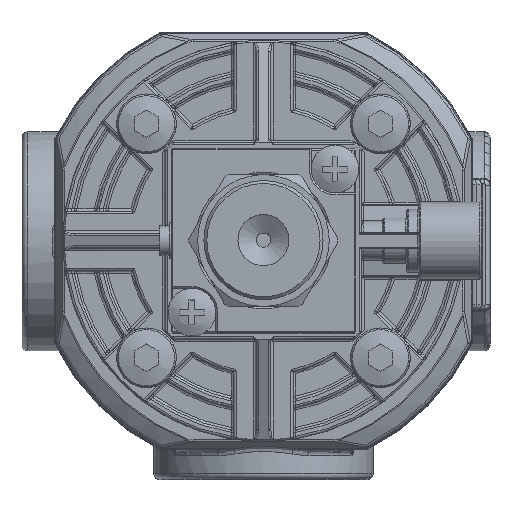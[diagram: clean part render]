
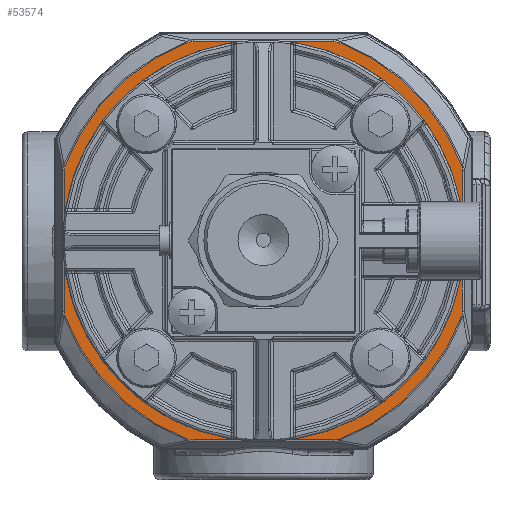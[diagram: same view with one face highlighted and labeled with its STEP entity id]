
A CAD part, top view. The second image highlights one B-rep face of the part: STEP entity #53574.
In plain terms, the highlighted planar face has unit normal (0, 0, 1).
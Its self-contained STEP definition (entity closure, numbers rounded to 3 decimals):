
#2183=LINE('',#88320,#4164);
#2184=LINE('',#88364,#4165);
#2185=LINE('',#88413,#4166);
#2186=LINE('',#88422,#4167);
#2187=LINE('',#88424,#4168);
#2188=LINE('',#88425,#4169);
#2236=LINE('',#89390,#4217);
#4164=VECTOR('',#67543,1000.);
#4165=VECTOR('',#67558,1000.);
#4166=VECTOR('',#67573,1000.);
#4167=VECTOR('',#67580,1000.);
#4168=VECTOR('',#67583,1000.);
#4169=VECTOR('',#67584,1000.);
#4217=VECTOR('',#67928,1000.);
#5456=B_SPLINE_CURVE_WITH_KNOTS('',3,(#88295,#88296,#88297,#88298),
 .UNSPECIFIED.,.F.,.F.,(4,4),(0.,0.001),
 .UNSPECIFIED.);
#5457=B_SPLINE_CURVE_WITH_KNOTS('',3,(#88313,#88314,#88315,#88316),
 .UNSPECIFIED.,.F.,.F.,(4,4),(0.,0.001),.UNSPECIFIED.);
#5458=B_SPLINE_CURVE_WITH_KNOTS('',3,(#88335,#88336,#88337,#88338),
 .UNSPECIFIED.,.F.,.F.,(4,4),(0.,0.001),.UNSPECIFIED.);
#5459=B_SPLINE_CURVE_WITH_KNOTS('',3,(#88357,#88358,#88359,#88360),
 .UNSPECIFIED.,.F.,.F.,(4,4),(0.,0.001),.UNSPECIFIED.);
#5460=B_SPLINE_CURVE_WITH_KNOTS('',3,(#88379,#88380,#88381,#88382),
 .UNSPECIFIED.,.F.,.F.,(4,4),(0.,0.001),
 .UNSPECIFIED.);
#5461=B_SPLINE_CURVE_WITH_KNOTS('',3,(#88403,#88404,#88405,#88406),
 .UNSPECIFIED.,.F.,.F.,(4,4),(0.,0.001),
 .UNSPECIFIED.);
#5502=B_SPLINE_CURVE_WITH_KNOTS('',3,(#89385,#89386,#89387,#89388),
 .UNSPECIFIED.,.F.,.F.,(4,4),(0.,0.001),.UNSPECIFIED.);
#5503=B_SPLINE_CURVE_WITH_KNOTS('',3,(#89392,#89393,#89394,#89395),
 .UNSPECIFIED.,.F.,.F.,(4,4),(0.,0.001),.UNSPECIFIED.);
#6800=PLANE('',#57774);
#16612=ORIENTED_EDGE('',*,*,#22764,.T.);
#16613=ORIENTED_EDGE('',*,*,#22762,.T.);
#16614=ORIENTED_EDGE('',*,*,#22760,.T.);
#16615=ORIENTED_EDGE('',*,*,#22759,.T.);
#16616=ORIENTED_EDGE('',*,*,#22763,.T.);
#16617=ORIENTED_EDGE('',*,*,#22757,.T.);
#16618=ORIENTED_EDGE('',*,*,#22755,.T.);
#16619=ORIENTED_EDGE('',*,*,#22752,.T.);
#16620=ORIENTED_EDGE('',*,*,#22750,.T.);
#16621=ORIENTED_EDGE('',*,*,#22748,.T.);
#16622=ORIENTED_EDGE('',*,*,#22746,.T.);
#16623=ORIENTED_EDGE('',*,*,#22744,.T.);
#16624=ORIENTED_EDGE('',*,*,#22742,.T.);
#16625=ORIENTED_EDGE('',*,*,#22740,.T.);
#16626=ORIENTED_EDGE('',*,*,#22766,.T.);
#16627=ORIENTED_EDGE('',*,*,#22938,.T.);
#16628=ORIENTED_EDGE('',*,*,#22939,.T.);
#16629=ORIENTED_EDGE('',*,*,#22940,.T.);
#16630=ORIENTED_EDGE('',*,*,#22773,.T.);
#16631=ORIENTED_EDGE('',*,*,#22738,.T.);
#22738=EDGE_CURVE('',#26527,#26529,#5456,.T.);
#22740=EDGE_CURVE('',#26531,#26530,#5457,.T.);
#22742=EDGE_CURVE('',#26532,#26531,#2183,.F.);
#22744=EDGE_CURVE('',#26533,#26532,#5458,.T.);
#22746=EDGE_CURVE('',#26534,#26533,#28956,.T.);
#22748=EDGE_CURVE('',#26535,#26534,#5459,.T.);
#22750=EDGE_CURVE('',#26536,#26535,#2184,.F.);
#22752=EDGE_CURVE('',#26537,#26536,#5460,.T.);
#22755=EDGE_CURVE('',#26538,#26537,#28962,.T.);
#22757=EDGE_CURVE('',#26539,#26538,#5461,.T.);
#22759=EDGE_CURVE('',#26540,#26412,#2185,.T.);
#22760=EDGE_CURVE('',#26541,#26540,#28964,.T.);
#22762=EDGE_CURVE('',#26413,#26541,#2186,.T.);
#22763=EDGE_CURVE('',#26412,#26539,#2187,.F.);
#22764=EDGE_CURVE('',#26529,#26413,#2188,.F.);
#22766=EDGE_CURVE('',#26530,#26543,#28966,.T.);
#22773=EDGE_CURVE('',#26546,#26527,#28973,.T.);
#22938=EDGE_CURVE('',#26543,#26629,#5502,.T.);
#22939=EDGE_CURVE('',#26629,#26630,#2236,.F.);
#22940=EDGE_CURVE('',#26630,#26546,#5503,.T.);
#26412=VERTEX_POINT('',#87493);
#26413=VERTEX_POINT('',#87496);
#26527=VERTEX_POINT('',#88287);
#26529=VERTEX_POINT('',#88294);
#26530=VERTEX_POINT('',#88312);
#26531=VERTEX_POINT('',#88317);
#26532=VERTEX_POINT('',#88321);
#26533=VERTEX_POINT('',#88339);
#26534=VERTEX_POINT('',#88343);
#26535=VERTEX_POINT('',#88361);
#26536=VERTEX_POINT('',#88365);
#26537=VERTEX_POINT('',#88383);
#26538=VERTEX_POINT('',#88387);
#26539=VERTEX_POINT('',#88402);
#26540=VERTEX_POINT('',#88412);
#26541=VERTEX_POINT('',#88416);
#26543=VERTEX_POINT('',#88429);
#26546=VERTEX_POINT('',#88440);
#26629=VERTEX_POINT('',#89389);
#26630=VERTEX_POINT('',#89391);
#28956=CIRCLE('',#57612,35.602);
#28962=CIRCLE('',#57620,35.602);
#28964=CIRCLE('',#57624,33.35);
#28966=CIRCLE('',#57629,35.602);
#28973=CIRCLE('',#57638,35.602);
#31603=EDGE_LOOP('',(#16612,#16613,#16614,#16615,#16616,#16617,#16618,#16619,
#16620,#16621,#16622,#16623,#16624,#16625,#16626,#16627,#16628,#16629,#16630,
#16631));
#34279=FACE_BOUND('',#31603,.T.);
#53574=ADVANCED_FACE('',(#34279),#6800,.T.);
#57612=AXIS2_PLACEMENT_3D('',#88342,#67550,#67551);
#57620=AXIS2_PLACEMENT_3D('',#88388,#67567,#67568);
#57624=AXIS2_PLACEMENT_3D('',#88415,#67576,#67577);
#57629=AXIS2_PLACEMENT_3D('',#88430,#67589,#67590);
#57638=AXIS2_PLACEMENT_3D('',#88443,#67607,#67608);
#57774=AXIS2_PLACEMENT_3D('',#89384,#67926,#67927);
#67543=DIRECTION('',(0.,1.,0.));
#67550=DIRECTION('',(0.,0.,1.));
#67551=DIRECTION('',(1.,0.,0.));
#67558=DIRECTION('',(1.,0.,0.));
#67567=DIRECTION('',(0.,0.,1.));
#67568=DIRECTION('',(1.,0.,0.));
#67573=DIRECTION('',(1.,0.,0.));
#67576=DIRECTION('',(0.,0.,-1.));
#67577=DIRECTION('',(-1.,0.,0.));
#67580=DIRECTION('',(-1.,0.,0.));
#67583=DIRECTION('',(0.,-1.,0.));
#67584=DIRECTION('',(0.,-1.,0.));
#67589=DIRECTION('',(0.,0.,1.));
#67590=DIRECTION('',(1.,0.,0.));
#67607=DIRECTION('',(0.,0.,1.));
#67608=DIRECTION('',(1.,0.,0.));
#67926=DIRECTION('',(0.,0.,1.));
#67927=DIRECTION('',(1.,0.,0.));
#67928=DIRECTION('',(-1.,0.,0.));
#87493=CARTESIAN_POINT('',(33.383,6.2,34.9));
#87496=CARTESIAN_POINT('',(33.383,-6.2,34.9));
#88287=CARTESIAN_POINT('',(33.271,-12.67,34.9));
#88294=CARTESIAN_POINT('',(33.383,-11.81,34.9));
#88295=CARTESIAN_POINT('',(33.271,-12.67,34.9));
#88296=CARTESIAN_POINT('',(33.376,-12.395,34.9));
#88297=CARTESIAN_POINT('',(33.383,-12.102,34.9));
#88298=CARTESIAN_POINT('',(33.383,-11.81,34.9));
#88312=CARTESIAN_POINT('',(-33.271,-12.67,34.9));
#88313=CARTESIAN_POINT('',(-33.383,-11.81,34.9));
#88314=CARTESIAN_POINT('',(-33.383,-12.102,34.9));
#88315=CARTESIAN_POINT('',(-33.377,-12.393,34.9));
#88316=CARTESIAN_POINT('',(-33.271,-12.67,34.9));
#88317=CARTESIAN_POINT('',(-33.383,-11.81,34.9));
#88320=CARTESIAN_POINT('',(-33.383,0.,34.9));
#88321=CARTESIAN_POINT('',(-33.383,11.81,34.9));
#88335=CARTESIAN_POINT('',(-33.271,12.67,34.9));
#88336=CARTESIAN_POINT('',(-33.376,12.395,34.9));
#88337=CARTESIAN_POINT('',(-33.383,12.102,34.9));
#88338=CARTESIAN_POINT('',(-33.383,11.81,34.9));
#88339=CARTESIAN_POINT('',(-33.271,12.67,34.9));
#88342=CARTESIAN_POINT('',(0.,0.,34.9));
#88343=CARTESIAN_POINT('',(-12.67,33.271,34.9));
#88357=CARTESIAN_POINT('',(-11.81,33.383,34.9));
#88358=CARTESIAN_POINT('',(-12.102,33.383,34.9));
#88359=CARTESIAN_POINT('',(-12.393,33.377,34.9));
#88360=CARTESIAN_POINT('',(-12.67,33.271,34.9));
#88361=CARTESIAN_POINT('',(-11.81,33.383,34.9));
#88364=CARTESIAN_POINT('',(32.25,33.383,34.9));
#88365=CARTESIAN_POINT('',(11.81,33.383,34.9));
#88379=CARTESIAN_POINT('',(12.67,33.271,34.9));
#88380=CARTESIAN_POINT('',(12.395,33.376,34.9));
#88381=CARTESIAN_POINT('',(12.102,33.383,34.9));
#88382=CARTESIAN_POINT('',(11.81,33.383,34.9));
#88383=CARTESIAN_POINT('',(12.67,33.271,34.9));
#88387=CARTESIAN_POINT('',(33.271,12.67,34.9));
#88388=CARTESIAN_POINT('',(0.,0.,34.9));
#88402=CARTESIAN_POINT('',(33.383,11.81,34.9));
#88403=CARTESIAN_POINT('',(33.383,11.81,34.9));
#88404=CARTESIAN_POINT('',(33.383,12.102,34.9));
#88405=CARTESIAN_POINT('',(33.377,12.393,34.9));
#88406=CARTESIAN_POINT('',(33.271,12.67,34.9));
#88412=CARTESIAN_POINT('',(32.769,6.2,34.9));
#88413=CARTESIAN_POINT('',(-33.65,6.2,34.9));
#88415=CARTESIAN_POINT('',(0.,0.,34.9));
#88416=CARTESIAN_POINT('',(32.769,-6.2,34.9));
#88422=CARTESIAN_POINT('',(-33.65,-6.2,34.9));
#88424=CARTESIAN_POINT('',(33.383,0.,34.9));
#88425=CARTESIAN_POINT('',(33.383,0.,34.9));
#88429=CARTESIAN_POINT('',(-12.67,-33.271,34.9));
#88430=CARTESIAN_POINT('',(0.,0.,34.9));
#88440=CARTESIAN_POINT('',(12.67,-33.271,34.9));
#88443=CARTESIAN_POINT('',(0.,0.,34.9));
#89384=CARTESIAN_POINT('',(32.25,0.,34.9));
#89385=CARTESIAN_POINT('',(-12.67,-33.271,34.9));
#89386=CARTESIAN_POINT('',(-12.395,-33.376,34.9));
#89387=CARTESIAN_POINT('',(-12.102,-33.383,34.9));
#89388=CARTESIAN_POINT('',(-11.81,-33.383,34.9));
#89389=CARTESIAN_POINT('',(-11.81,-33.383,34.9));
#89390=CARTESIAN_POINT('',(32.25,-33.383,34.9));
#89391=CARTESIAN_POINT('',(11.81,-33.383,34.9));
#89392=CARTESIAN_POINT('',(11.81,-33.383,34.9));
#89393=CARTESIAN_POINT('',(12.102,-33.383,34.9));
#89394=CARTESIAN_POINT('',(12.393,-33.377,34.9));
#89395=CARTESIAN_POINT('',(12.67,-33.271,34.9));
